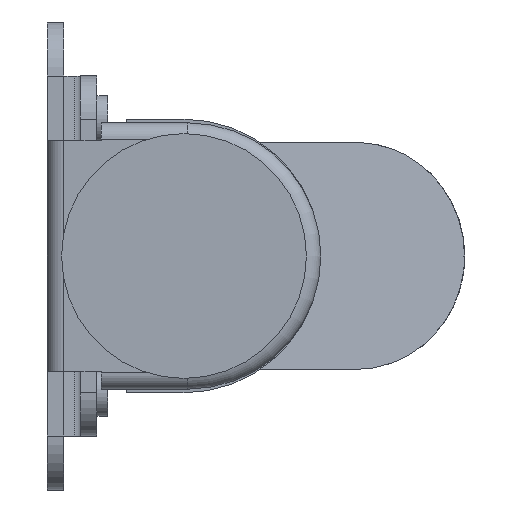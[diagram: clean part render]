
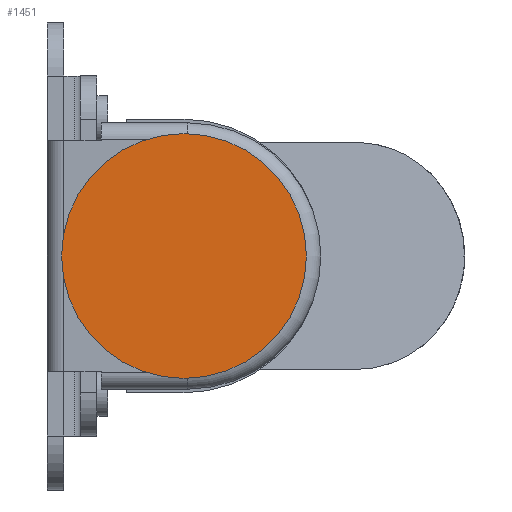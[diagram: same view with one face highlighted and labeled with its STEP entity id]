
A CAD part, front view. The second image highlights one B-rep face of the part: STEP entity #1451.
In plain terms, the highlighted planar face has unit normal (0, -1, 0).
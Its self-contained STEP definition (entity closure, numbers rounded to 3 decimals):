
#922 = CARTESIAN_POINT ( 'NONE',  ( 0., -116.5, 0. ) ) ;
#923 = DIRECTION ( 'NONE',  ( 0., 1., 0. ) ) ;
#924 = DIRECTION ( 'NONE',  ( -1., 0., 0. ) ) ;
#1022 = PLANE ( 'NONE',  #2878 ) ;
#1026 = CARTESIAN_POINT ( 'NONE',  ( 17., -116.5, 0. ) ) ;
#1027 = DIRECTION ( 'NONE',  ( 0., 1., 0. ) ) ;
#1028 = DIRECTION ( 'NONE',  ( -1., 0., 0. ) ) ;
#1175 = CARTESIAN_POINT ( 'NONE',  ( -17., -116.5, 0. ) ) ;
#1417 = EDGE_CURVE ( 'NONE', #1955, #2056, #3138, .T. ) ;
#1451 = ADVANCED_FACE ( 'NONE', ( #2875 ), #1022, .F. ) ;
#1955 = VERTEX_POINT ( 'NONE', #1175 ) ;
#2056 = VERTEX_POINT ( 'NONE', #3572 ) ;
#2121 = EDGE_LOOP ( 'NONE', ( #5096, #5087 ) ) ;
#2528 = AXIS2_PLACEMENT_3D ( 'NONE', #922, #923, #924 ) ;
#2677 = AXIS2_PLACEMENT_3D ( 'NONE', #3940, #3947, #3948 ) ;
#2875 = FACE_OUTER_BOUND ( 'NONE', #2121, .T. ) ;
#2878 = AXIS2_PLACEMENT_3D ( 'NONE', #1026, #1027, #1028 ) ;
#3138 = CIRCLE ( 'NONE', #2528, 17. ) ;
#3140 = CIRCLE ( 'NONE', #2677, 17. ) ;
#3221 = EDGE_CURVE ( 'NONE', #2056, #1955, #3140, .T. ) ;
#3572 = CARTESIAN_POINT ( 'NONE',  ( 17., -116.5, 0. ) ) ;
#3940 = CARTESIAN_POINT ( 'NONE',  ( 0., -116.5, 0. ) ) ;
#3947 = DIRECTION ( 'NONE',  ( 0., 1., 0. ) ) ;
#3948 = DIRECTION ( 'NONE',  ( -1., 0., 0. ) ) ;
#5087 = ORIENTED_EDGE ( 'NONE', *, *, #3221, .F. ) ;
#5096 = ORIENTED_EDGE ( 'NONE', *, *, #1417, .F. ) ;
